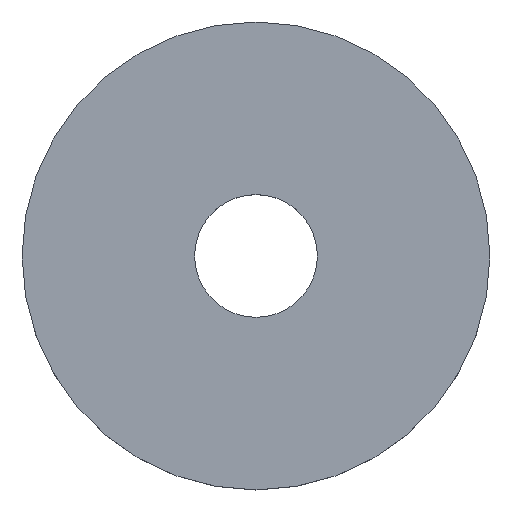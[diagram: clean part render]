
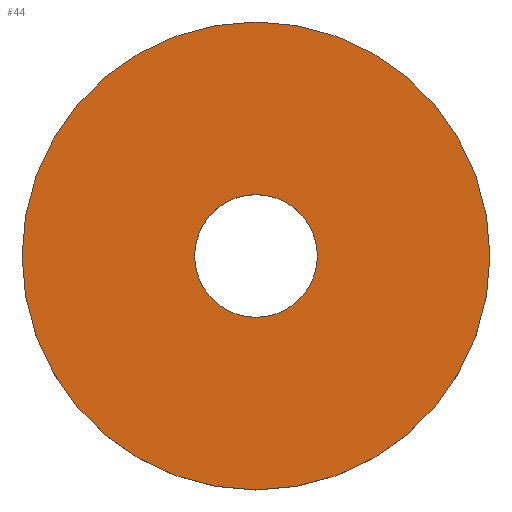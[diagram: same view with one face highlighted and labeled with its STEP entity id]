
A CAD part, top view. The second image highlights one B-rep face of the part: STEP entity #44.
In plain terms, the highlighted planar face has unit normal (0, 0, 1).
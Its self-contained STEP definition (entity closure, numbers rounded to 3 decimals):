
#8 = DIRECTION ( 'NONE',  ( 0., 0., 1. ) ) ;
#12 = AXIS2_PLACEMENT_3D ( 'NONE', #91, #23, #111 ) ;
#13 = EDGE_CURVE ( 'NONE', #15, #76, #113, .T. ) ;
#15 = VERTEX_POINT ( 'NONE', #54 ) ;
#17 = DIRECTION ( 'NONE',  ( 1., 0., 0. ) ) ;
#23 = DIRECTION ( 'NONE',  ( 0., 0., 1. ) ) ;
#27 = CARTESIAN_POINT ( 'NONE',  ( 0., 0., 5. ) ) ;
#30 = PLANE ( 'NONE',  #12 ) ;
#37 = ORIENTED_EDGE ( 'NONE', *, *, #13, .T. ) ;
#43 = AXIS2_PLACEMENT_3D ( 'NONE', #85, #8, #88 ) ;
#44 = ADVANCED_FACE ( 'NONE', ( #170, #187 ), #30, .T. ) ;
#51 = DIRECTION ( 'NONE',  ( 1., 0., 0. ) ) ;
#54 = CARTESIAN_POINT ( 'NONE',  ( 20., 0., 5. ) ) ;
#59 = CIRCLE ( 'NONE', #43, 5.25 ) ;
#61 = VERTEX_POINT ( 'NONE', #173 ) ;
#76 = VERTEX_POINT ( 'NONE', #184 ) ;
#77 = VERTEX_POINT ( 'NONE', #190 ) ;
#78 = EDGE_CURVE ( 'NONE', #61, #77, #119, .T. ) ;
#79 = AXIS2_PLACEMENT_3D ( 'NONE', #27, #188, #148 ) ;
#85 = CARTESIAN_POINT ( 'NONE',  ( 0., 0., 5. ) ) ;
#88 = DIRECTION ( 'NONE',  ( 1., 0., 0. ) ) ;
#91 = CARTESIAN_POINT ( 'NONE',  ( 0., 0., 5. ) ) ;
#93 = CARTESIAN_POINT ( 'NONE',  ( 0., 0., 5. ) ) ;
#111 = DIRECTION ( 'NONE',  ( 1., 0., 0. ) ) ;
#113 = CIRCLE ( 'NONE', #203, 20. ) ;
#119 = CIRCLE ( 'NONE', #79, 5.25 ) ;
#139 = EDGE_CURVE ( 'NONE', #76, #15, #240, .T. ) ;
#142 = AXIS2_PLACEMENT_3D ( 'NONE', #93, #223, #17 ) ;
#148 = DIRECTION ( 'NONE',  ( 1., 0., 0. ) ) ;
#155 = CARTESIAN_POINT ( 'NONE',  ( 0., 0., 5. ) ) ;
#157 = EDGE_LOOP ( 'NONE', ( #174, #235 ) ) ;
#170 = FACE_OUTER_BOUND ( 'NONE', #181, .T. ) ;
#173 = CARTESIAN_POINT ( 'NONE',  ( -5.25, 0., 5. ) ) ;
#174 = ORIENTED_EDGE ( 'NONE', *, *, #78, .F. ) ;
#181 = EDGE_LOOP ( 'NONE', ( #228, #37 ) ) ;
#184 = CARTESIAN_POINT ( 'NONE',  ( -20., 0., 5. ) ) ;
#187 = FACE_BOUND ( 'NONE', #157, .T. ) ;
#188 = DIRECTION ( 'NONE',  ( 0., 0., 1. ) ) ;
#190 = CARTESIAN_POINT ( 'NONE',  ( 5.25, 0., 5. ) ) ;
#194 = EDGE_CURVE ( 'NONE', #77, #61, #59, .T. ) ;
#203 = AXIS2_PLACEMENT_3D ( 'NONE', #155, #227, #51 ) ;
#223 = DIRECTION ( 'NONE',  ( 0., 0., 1. ) ) ;
#227 = DIRECTION ( 'NONE',  ( 0., 0., 1. ) ) ;
#228 = ORIENTED_EDGE ( 'NONE', *, *, #139, .T. ) ;
#235 = ORIENTED_EDGE ( 'NONE', *, *, #194, .F. ) ;
#240 = CIRCLE ( 'NONE', #142, 20. ) ;
